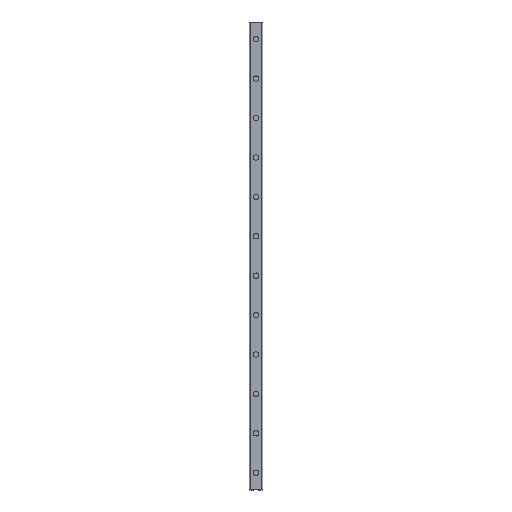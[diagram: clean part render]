
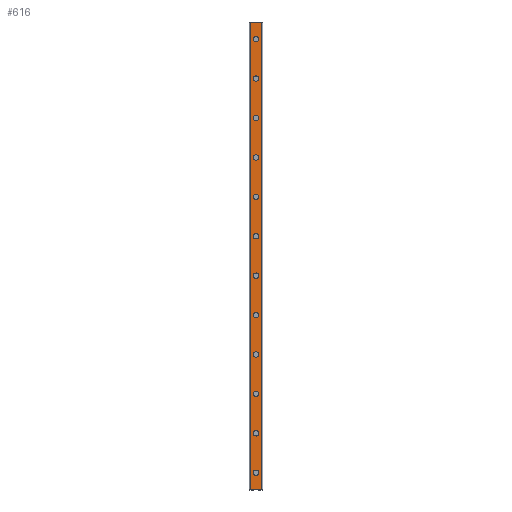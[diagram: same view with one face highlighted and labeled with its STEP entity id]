
A CAD part, top view. The second image highlights one B-rep face of the part: STEP entity #616.
In plain terms, the highlighted planar face has unit normal (0, 0, 1).
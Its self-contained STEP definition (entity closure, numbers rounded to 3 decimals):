
#616=ADVANCED_FACE('',(#1262,#1263,#1264,#1265,#1266,#1267,#1268,#1269,#1270,#1271,#1272,#1273,#1274),#1275,.T.);
#1262=FACE_BOUND('',#1943,.T.);
#1263=FACE_BOUND('',#1944,.T.);
#1264=FACE_BOUND('',#1945,.T.);
#1265=FACE_BOUND('',#1946,.T.);
#1266=FACE_BOUND('',#1947,.T.);
#1267=FACE_BOUND('',#1948,.T.);
#1268=FACE_BOUND('',#1949,.T.);
#1269=FACE_BOUND('',#1950,.T.);
#1270=FACE_BOUND('',#1951,.T.);
#1271=FACE_BOUND('',#1952,.T.);
#1272=FACE_BOUND('',#1953,.T.);
#1273=FACE_BOUND('',#1954,.T.);
#1274=FACE_OUTER_BOUND('',#1955,.T.);
#1275=PLANE('',#1956);
#1943=EDGE_LOOP('',(#3674,#3675));
#1944=EDGE_LOOP('',(#3676,#3677));
#1945=EDGE_LOOP('',(#3678,#3679));
#1946=EDGE_LOOP('',(#3680,#3681));
#1947=EDGE_LOOP('',(#3682,#3683));
#1948=EDGE_LOOP('',(#3684,#3685));
#1949=EDGE_LOOP('',(#3686,#3687));
#1950=EDGE_LOOP('',(#3688,#3689));
#1951=EDGE_LOOP('',(#3690,#3691));
#1952=EDGE_LOOP('',(#3692,#3693));
#1953=EDGE_LOOP('',(#3694,#3695));
#1954=EDGE_LOOP('',(#3696,#3697));
#1955=EDGE_LOOP('',(#3698,#3699,#3700,#3701));
#1956=AXIS2_PLACEMENT_3D('',#3702,#3703,#3704);
#3674=ORIENTED_EDGE('',*,*,#4007,.T.);
#3675=ORIENTED_EDGE('',*,*,#4461,.T.);
#3676=ORIENTED_EDGE('',*,*,#3997,.T.);
#3677=ORIENTED_EDGE('',*,*,#4467,.T.);
#3678=ORIENTED_EDGE('',*,*,#3987,.T.);
#3679=ORIENTED_EDGE('',*,*,#4473,.T.);
#3680=ORIENTED_EDGE('',*,*,#3977,.T.);
#3681=ORIENTED_EDGE('',*,*,#4479,.T.);
#3682=ORIENTED_EDGE('',*,*,#3967,.T.);
#3683=ORIENTED_EDGE('',*,*,#4485,.T.);
#3684=ORIENTED_EDGE('',*,*,#3957,.T.);
#3685=ORIENTED_EDGE('',*,*,#4491,.T.);
#3686=ORIENTED_EDGE('',*,*,#3947,.T.);
#3687=ORIENTED_EDGE('',*,*,#4497,.T.);
#3688=ORIENTED_EDGE('',*,*,#3937,.T.);
#3689=ORIENTED_EDGE('',*,*,#4503,.T.);
#3690=ORIENTED_EDGE('',*,*,#3927,.T.);
#3691=ORIENTED_EDGE('',*,*,#4509,.T.);
#3692=ORIENTED_EDGE('',*,*,#3917,.T.);
#3693=ORIENTED_EDGE('',*,*,#4515,.T.);
#3694=ORIENTED_EDGE('',*,*,#3907,.T.);
#3695=ORIENTED_EDGE('',*,*,#4521,.T.);
#3696=ORIENTED_EDGE('',*,*,#3897,.T.);
#3697=ORIENTED_EDGE('',*,*,#4527,.T.);
#3698=ORIENTED_EDGE('',*,*,#4443,.T.);
#3699=ORIENTED_EDGE('',*,*,#4568,.F.);
#3700=ORIENTED_EDGE('',*,*,#4315,.F.);
#3701=ORIENTED_EDGE('',*,*,#4566,.T.);
#3702=CARTESIAN_POINT('',(0.,950.0,23.));
#3703=DIRECTION('',(0.0,0.0,1.0));
#3704=DIRECTION('',(-1.0,0.0,-0.0));
#3897=EDGE_CURVE('',#4622,#4619,#4623,.T.);
#3907=EDGE_CURVE('',#4640,#4637,#4641,.T.);
#3917=EDGE_CURVE('',#4658,#4655,#4659,.T.);
#3927=EDGE_CURVE('',#4676,#4673,#4677,.T.);
#3937=EDGE_CURVE('',#4694,#4691,#4695,.T.);
#3947=EDGE_CURVE('',#4712,#4709,#4713,.T.);
#3957=EDGE_CURVE('',#4730,#4727,#4731,.T.);
#3967=EDGE_CURVE('',#4748,#4745,#4749,.T.);
#3977=EDGE_CURVE('',#4766,#4763,#4767,.T.);
#3987=EDGE_CURVE('',#4784,#4781,#4785,.T.);
#3997=EDGE_CURVE('',#4802,#4799,#4803,.T.);
#4007=EDGE_CURVE('',#4820,#4817,#4821,.T.);
#4315=EDGE_CURVE('',#5271,#5273,#5274,.T.);
#4443=EDGE_CURVE('',#5484,#5482,#5485,.T.);
#4461=EDGE_CURVE('',#4817,#4820,#5518,.T.);
#4467=EDGE_CURVE('',#4799,#4802,#5524,.T.);
#4473=EDGE_CURVE('',#4781,#4784,#5530,.T.);
#4479=EDGE_CURVE('',#4763,#4766,#5536,.T.);
#4485=EDGE_CURVE('',#4745,#4748,#5542,.T.);
#4491=EDGE_CURVE('',#4727,#4730,#5548,.T.);
#4497=EDGE_CURVE('',#4709,#4712,#5554,.T.);
#4503=EDGE_CURVE('',#4691,#4694,#5560,.T.);
#4509=EDGE_CURVE('',#4673,#4676,#5566,.T.);
#4515=EDGE_CURVE('',#4655,#4658,#5572,.T.);
#4521=EDGE_CURVE('',#4637,#4640,#5578,.T.);
#4527=EDGE_CURVE('',#4619,#4622,#5584,.T.);
#4566=EDGE_CURVE('',#5271,#5484,#5623,.T.);
#4568=EDGE_CURVE('',#5273,#5482,#5625,.T.);
#4619=VERTEX_POINT('',#5678);
#4622=VERTEX_POINT('',#5682);
#4623=CIRCLE('',#5683,5.5);
#4637=VERTEX_POINT('',#5700);
#4640=VERTEX_POINT('',#5704);
#4641=CIRCLE('',#5705,5.5);
#4655=VERTEX_POINT('',#5722);
#4658=VERTEX_POINT('',#5726);
#4659=CIRCLE('',#5727,5.5);
#4673=VERTEX_POINT('',#5744);
#4676=VERTEX_POINT('',#5748);
#4677=CIRCLE('',#5749,5.5);
#4691=VERTEX_POINT('',#5766);
#4694=VERTEX_POINT('',#5770);
#4695=CIRCLE('',#5771,5.5);
#4709=VERTEX_POINT('',#5788);
#4712=VERTEX_POINT('',#5792);
#4713=CIRCLE('',#5793,5.5);
#4727=VERTEX_POINT('',#5810);
#4730=VERTEX_POINT('',#5814);
#4731=CIRCLE('',#5815,5.5);
#4745=VERTEX_POINT('',#5832);
#4748=VERTEX_POINT('',#5836);
#4749=CIRCLE('',#5837,5.5);
#4763=VERTEX_POINT('',#5854);
#4766=VERTEX_POINT('',#5858);
#4767=CIRCLE('',#5859,5.5);
#4781=VERTEX_POINT('',#5876);
#4784=VERTEX_POINT('',#5880);
#4785=CIRCLE('',#5881,5.5);
#4799=VERTEX_POINT('',#5898);
#4802=VERTEX_POINT('',#5902);
#4803=CIRCLE('',#5903,5.5);
#4817=VERTEX_POINT('',#5920);
#4820=VERTEX_POINT('',#5924);
#4821=CIRCLE('',#5925,5.5);
#5271=VERTEX_POINT('',#6522);
#5273=VERTEX_POINT('',#6525);
#5274=LINE('',#6526,#6527);
#5482=VERTEX_POINT('',#6819);
#5484=VERTEX_POINT('',#6822);
#5485=LINE('',#6823,#6824);
#5518=CIRCLE('',#6864,5.5);
#5524=CIRCLE('',#6870,5.5);
#5530=CIRCLE('',#6876,5.5);
#5536=CIRCLE('',#6882,5.5);
#5542=CIRCLE('',#6888,5.5);
#5548=CIRCLE('',#6894,5.5);
#5554=CIRCLE('',#6900,5.5);
#5560=CIRCLE('',#6906,5.5);
#5566=CIRCLE('',#6912,5.5);
#5572=CIRCLE('',#6918,5.5);
#5578=CIRCLE('',#6924,5.5);
#5584=CIRCLE('',#6930,5.5);
#5623=LINE('',#6986,#6987);
#5625=LINE('',#6989,#6990);
#5678=CARTESIAN_POINT('',(5.5,35.0,23.));
#5682=CARTESIAN_POINT('',(-5.5,35.0,23.));
#5683=AXIS2_PLACEMENT_3D('',#7059,#7060,#7061);
#5700=CARTESIAN_POINT('',(5.5,115.0,23.));
#5704=CARTESIAN_POINT('',(-5.5,115.0,23.));
#5705=AXIS2_PLACEMENT_3D('',#7075,#7076,#7077);
#5722=CARTESIAN_POINT('',(5.5,195.0,23.));
#5726=CARTESIAN_POINT('',(-5.5,195.0,23.));
#5727=AXIS2_PLACEMENT_3D('',#7091,#7092,#7093);
#5744=CARTESIAN_POINT('',(5.5,275.0,23.));
#5748=CARTESIAN_POINT('',(-5.5,275.0,23.));
#5749=AXIS2_PLACEMENT_3D('',#7107,#7108,#7109);
#5766=CARTESIAN_POINT('',(5.5,355.0,23.));
#5770=CARTESIAN_POINT('',(-5.5,355.0,23.));
#5771=AXIS2_PLACEMENT_3D('',#7123,#7124,#7125);
#5788=CARTESIAN_POINT('',(5.5,435.0,23.));
#5792=CARTESIAN_POINT('',(-5.5,435.0,23.));
#5793=AXIS2_PLACEMENT_3D('',#7139,#7140,#7141);
#5810=CARTESIAN_POINT('',(5.5,515.0,23.));
#5814=CARTESIAN_POINT('',(-5.5,515.0,23.));
#5815=AXIS2_PLACEMENT_3D('',#7155,#7156,#7157);
#5832=CARTESIAN_POINT('',(5.5,595.0,23.));
#5836=CARTESIAN_POINT('',(-5.5,595.0,23.));
#5837=AXIS2_PLACEMENT_3D('',#7171,#7172,#7173);
#5854=CARTESIAN_POINT('',(5.5,675.0,23.));
#5858=CARTESIAN_POINT('',(-5.5,675.0,23.));
#5859=AXIS2_PLACEMENT_3D('',#7187,#7188,#7189);
#5876=CARTESIAN_POINT('',(5.5,755.0,23.));
#5880=CARTESIAN_POINT('',(-5.5,755.0,23.));
#5881=AXIS2_PLACEMENT_3D('',#7203,#7204,#7205);
#5898=CARTESIAN_POINT('',(5.5,835.0,23.));
#5902=CARTESIAN_POINT('',(-5.5,835.0,23.));
#5903=AXIS2_PLACEMENT_3D('',#7219,#7220,#7221);
#5920=CARTESIAN_POINT('',(5.5,915.0,23.));
#5924=CARTESIAN_POINT('',(-5.5,915.0,23.));
#5925=AXIS2_PLACEMENT_3D('',#7235,#7236,#7237);
#6522=CARTESIAN_POINT('',(-11.386,950.0,23.));
#6525=CARTESIAN_POINT('',(11.386,950.0,23.));
#6526=CARTESIAN_POINT('',(-11.386,950.0,23.));
#6527=VECTOR('',#7596,1.0);
#6819=CARTESIAN_POINT('',(11.386,0.0,23.));
#6822=CARTESIAN_POINT('',(-11.386,0.0,23.));
#6823=CARTESIAN_POINT('',(-11.386,0.0,23.));
#6824=VECTOR('',#7736,1.0);
#6864=AXIS2_PLACEMENT_3D('',#7771,#7772,#7773);
#6870=AXIS2_PLACEMENT_3D('',#7780,#7781,#7782);
#6876=AXIS2_PLACEMENT_3D('',#7789,#7790,#7791);
#6882=AXIS2_PLACEMENT_3D('',#7798,#7799,#7800);
#6888=AXIS2_PLACEMENT_3D('',#7807,#7808,#7809);
#6894=AXIS2_PLACEMENT_3D('',#7816,#7817,#7818);
#6900=AXIS2_PLACEMENT_3D('',#7825,#7826,#7827);
#6906=AXIS2_PLACEMENT_3D('',#7834,#7835,#7836);
#6912=AXIS2_PLACEMENT_3D('',#7843,#7844,#7845);
#6918=AXIS2_PLACEMENT_3D('',#7852,#7853,#7854);
#6924=AXIS2_PLACEMENT_3D('',#7861,#7862,#7863);
#6930=AXIS2_PLACEMENT_3D('',#7870,#7871,#7872);
#6986=CARTESIAN_POINT('',(-11.386,950.0,23.));
#6987=VECTOR('',#7896,1.0);
#6989=CARTESIAN_POINT('',(11.386,950.0,23.));
#6990=VECTOR('',#7897,1.0);
#7059=CARTESIAN_POINT('',(0.0,35.0,23.));
#7060=DIRECTION('',(0.0,0.0,-1.0));
#7061=DIRECTION('',(1.0,0.0,0.0));
#7075=CARTESIAN_POINT('',(0.0,115.0,23.));
#7076=DIRECTION('',(0.0,0.0,-1.0));
#7077=DIRECTION('',(1.0,0.0,0.0));
#7091=CARTESIAN_POINT('',(0.0,195.0,23.));
#7092=DIRECTION('',(0.0,0.0,-1.0));
#7093=DIRECTION('',(1.0,0.0,0.0));
#7107=CARTESIAN_POINT('',(0.0,275.0,23.));
#7108=DIRECTION('',(0.0,0.0,-1.0));
#7109=DIRECTION('',(1.0,0.0,0.0));
#7123=CARTESIAN_POINT('',(0.0,355.0,23.));
#7124=DIRECTION('',(0.0,0.0,-1.0));
#7125=DIRECTION('',(1.0,0.0,0.0));
#7139=CARTESIAN_POINT('',(0.0,435.0,23.));
#7140=DIRECTION('',(0.0,0.0,-1.0));
#7141=DIRECTION('',(1.0,0.0,0.0));
#7155=CARTESIAN_POINT('',(0.0,515.0,23.));
#7156=DIRECTION('',(0.0,0.0,-1.0));
#7157=DIRECTION('',(1.0,0.0,0.0));
#7171=CARTESIAN_POINT('',(0.0,595.0,23.));
#7172=DIRECTION('',(0.0,0.0,-1.0));
#7173=DIRECTION('',(1.0,0.0,0.0));
#7187=CARTESIAN_POINT('',(0.0,675.0,23.));
#7188=DIRECTION('',(0.0,0.0,-1.0));
#7189=DIRECTION('',(1.0,0.0,0.0));
#7203=CARTESIAN_POINT('',(0.0,755.0,23.));
#7204=DIRECTION('',(0.0,0.0,-1.0));
#7205=DIRECTION('',(1.0,0.0,0.0));
#7219=CARTESIAN_POINT('',(0.0,835.0,23.));
#7220=DIRECTION('',(0.0,0.0,-1.0));
#7221=DIRECTION('',(1.0,0.0,0.0));
#7235=CARTESIAN_POINT('',(0.0,915.0,23.));
#7236=DIRECTION('',(0.0,0.0,-1.0));
#7237=DIRECTION('',(1.0,0.0,0.0));
#7596=DIRECTION('',(1.0,0.0,0.0));
#7736=DIRECTION('',(1.0,0.0,0.0));
#7771=CARTESIAN_POINT('',(0.0,915.0,23.));
#7772=DIRECTION('',(0.0,0.0,-1.0));
#7773=DIRECTION('',(1.0,0.0,0.0));
#7780=CARTESIAN_POINT('',(0.0,835.0,23.));
#7781=DIRECTION('',(0.0,0.0,-1.0));
#7782=DIRECTION('',(1.0,0.0,0.0));
#7789=CARTESIAN_POINT('',(0.0,755.0,23.));
#7790=DIRECTION('',(0.0,0.0,-1.0));
#7791=DIRECTION('',(1.0,0.0,0.0));
#7798=CARTESIAN_POINT('',(0.0,675.0,23.));
#7799=DIRECTION('',(0.0,0.0,-1.0));
#7800=DIRECTION('',(1.0,0.0,0.0));
#7807=CARTESIAN_POINT('',(0.0,595.0,23.));
#7808=DIRECTION('',(0.0,0.0,-1.0));
#7809=DIRECTION('',(1.0,0.0,0.0));
#7816=CARTESIAN_POINT('',(0.0,515.0,23.));
#7817=DIRECTION('',(0.0,0.0,-1.0));
#7818=DIRECTION('',(1.0,0.0,0.0));
#7825=CARTESIAN_POINT('',(0.0,435.0,23.));
#7826=DIRECTION('',(0.0,0.0,-1.0));
#7827=DIRECTION('',(1.0,0.0,0.0));
#7834=CARTESIAN_POINT('',(0.0,355.0,23.));
#7835=DIRECTION('',(0.0,0.0,-1.0));
#7836=DIRECTION('',(1.0,0.0,0.0));
#7843=CARTESIAN_POINT('',(0.0,275.0,23.));
#7844=DIRECTION('',(0.0,0.0,-1.0));
#7845=DIRECTION('',(1.0,0.0,0.0));
#7852=CARTESIAN_POINT('',(0.0,195.0,23.));
#7853=DIRECTION('',(0.0,0.0,-1.0));
#7854=DIRECTION('',(1.0,0.0,0.0));
#7861=CARTESIAN_POINT('',(0.0,115.0,23.));
#7862=DIRECTION('',(0.0,0.0,-1.0));
#7863=DIRECTION('',(1.0,0.0,0.0));
#7870=CARTESIAN_POINT('',(0.0,35.0,23.));
#7871=DIRECTION('',(0.0,0.0,-1.0));
#7872=DIRECTION('',(1.0,0.0,0.0));
#7896=DIRECTION('',(0.0,-1.0,0.0));
#7897=DIRECTION('',(0.0,-1.0,0.0));
